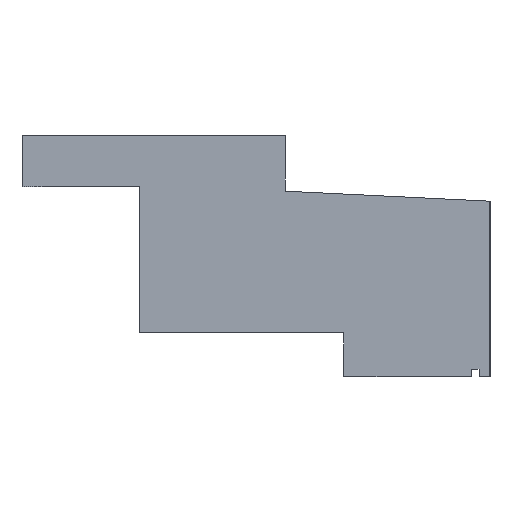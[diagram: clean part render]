
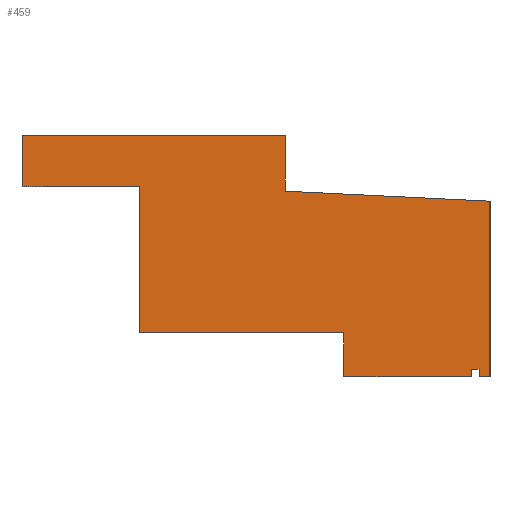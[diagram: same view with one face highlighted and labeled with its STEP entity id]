
A CAD part, left-side view. The second image highlights one B-rep face of the part: STEP entity #459.
In plain terms, the highlighted planar face has unit normal (-1, 0, 0).
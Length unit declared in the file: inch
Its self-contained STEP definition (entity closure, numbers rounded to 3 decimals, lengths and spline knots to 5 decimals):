
#35=PLANE('',#500);
#58=FACE_OUTER_BOUND('',#81,.T.);
#81=EDGE_LOOP('',(#421,#422,#423,#424,#425,#426,#427,#428,#429,#430,#431,
#432,#433,#434));
#115=LINE('',#691,#174);
#118=LINE('',#696,#177);
#120=LINE('',#700,#179);
#122=LINE('',#704,#181);
#124=LINE('',#708,#183);
#126=LINE('',#712,#185);
#128=LINE('',#716,#187);
#130=LINE('',#720,#189);
#132=LINE('',#724,#191);
#134=LINE('',#728,#193);
#136=LINE('',#732,#195);
#138=LINE('',#736,#197);
#140=LINE('',#740,#199);
#142=LINE('',#743,#201);
#174=VECTOR('',#560,0.3937);
#177=VECTOR('',#565,0.3937);
#179=VECTOR('',#569,0.3937);
#181=VECTOR('',#573,0.3937);
#183=VECTOR('',#577,0.3937);
#185=VECTOR('',#581,0.3937);
#187=VECTOR('',#585,0.3937);
#189=VECTOR('',#589,0.3937);
#191=VECTOR('',#593,0.3937);
#193=VECTOR('',#597,0.3937);
#195=VECTOR('',#601,0.3937);
#197=VECTOR('',#605,0.3937);
#199=VECTOR('',#609,0.3937);
#201=VECTOR('',#613,0.3937);
#232=VERTEX_POINT('',#689);
#233=VERTEX_POINT('',#690);
#234=VERTEX_POINT('',#695);
#235=VERTEX_POINT('',#699);
#236=VERTEX_POINT('',#703);
#237=VERTEX_POINT('',#707);
#238=VERTEX_POINT('',#711);
#239=VERTEX_POINT('',#715);
#240=VERTEX_POINT('',#719);
#241=VERTEX_POINT('',#723);
#242=VERTEX_POINT('',#727);
#243=VERTEX_POINT('',#731);
#244=VERTEX_POINT('',#735);
#245=VERTEX_POINT('',#739);
#281=EDGE_CURVE('',#232,#233,#115,.T.);
#284=EDGE_CURVE('',#234,#232,#118,.T.);
#286=EDGE_CURVE('',#233,#235,#120,.T.);
#288=EDGE_CURVE('',#236,#234,#122,.T.);
#290=EDGE_CURVE('',#235,#237,#124,.T.);
#292=EDGE_CURVE('',#238,#236,#126,.T.);
#294=EDGE_CURVE('',#237,#239,#128,.T.);
#296=EDGE_CURVE('',#240,#238,#130,.T.);
#298=EDGE_CURVE('',#239,#241,#132,.T.);
#300=EDGE_CURVE('',#242,#240,#134,.T.);
#302=EDGE_CURVE('',#241,#243,#136,.T.);
#304=EDGE_CURVE('',#244,#242,#138,.T.);
#306=EDGE_CURVE('',#243,#245,#140,.T.);
#308=EDGE_CURVE('',#245,#244,#142,.T.);
#421=ORIENTED_EDGE('',*,*,#302,.F.);
#422=ORIENTED_EDGE('',*,*,#298,.F.);
#423=ORIENTED_EDGE('',*,*,#294,.F.);
#424=ORIENTED_EDGE('',*,*,#290,.F.);
#425=ORIENTED_EDGE('',*,*,#286,.F.);
#426=ORIENTED_EDGE('',*,*,#281,.F.);
#427=ORIENTED_EDGE('',*,*,#284,.F.);
#428=ORIENTED_EDGE('',*,*,#288,.F.);
#429=ORIENTED_EDGE('',*,*,#292,.F.);
#430=ORIENTED_EDGE('',*,*,#296,.F.);
#431=ORIENTED_EDGE('',*,*,#300,.F.);
#432=ORIENTED_EDGE('',*,*,#304,.F.);
#433=ORIENTED_EDGE('',*,*,#308,.F.);
#434=ORIENTED_EDGE('',*,*,#306,.F.);
#459=ADVANCED_FACE('',(#58),#35,.F.);
#500=AXIS2_PLACEMENT_3D('',#744,#614,#615);
#560=DIRECTION('',(0.,1.,0.));
#565=DIRECTION('',(0.,0.,1.));
#569=DIRECTION('',(0.,0.,1.));
#573=DIRECTION('',(0.,1.,0.));
#577=DIRECTION('',(0.,1.,0.));
#581=DIRECTION('',(0.,0.,-1.));
#585=DIRECTION('',(0.,0.,1.));
#589=DIRECTION('',(0.,1.,0.));
#593=DIRECTION('',(0.,-1.,0.));
#597=DIRECTION('',(0.,0.,1.));
#601=DIRECTION('',(0.,0.,-1.));
#605=DIRECTION('',(0.,1.,0.));
#609=DIRECTION('',(0.,-0.999,-0.049));
#613=DIRECTION('',(0.,0.,-1.));
#614=DIRECTION('center_axis',(1.,0.,0.));
#615=DIRECTION('ref_axis',(0.,-1.,0.));
#689=CARTESIAN_POINT('',(-441.43747,28.87495,-102.));
#690=CARTESIAN_POINT('',(-441.43747,35.87495,-102.));
#691=CARTESIAN_POINT('',(-441.43747,38.87495,-102.));
#695=CARTESIAN_POINT('',(-441.43747,28.87495,-103.5));
#696=CARTESIAN_POINT('',(-441.43747,28.87495,-98.625));
#699=CARTESIAN_POINT('',(-441.43747,35.87495,-97.));
#700=CARTESIAN_POINT('',(-441.43747,35.87495,-96.125));
#703=CARTESIAN_POINT('',(-441.43747,24.49995,-103.5));
#704=CARTESIAN_POINT('',(-441.43747,35.37495,-103.5));
#707=CARTESIAN_POINT('',(-441.43747,39.87495,-97.));
#708=CARTESIAN_POINT('',(-441.43747,40.87495,-97.));
#711=CARTESIAN_POINT('',(-441.43747,24.49995,-103.25));
#712=CARTESIAN_POINT('',(-441.43747,24.49995,-99.375));
#715=CARTESIAN_POINT('',(-441.43747,39.87495,-95.25));
#716=CARTESIAN_POINT('',(-441.43747,39.87495,-95.25));
#719=CARTESIAN_POINT('',(-441.43747,24.24995,-103.25));
#720=CARTESIAN_POINT('',(-441.43747,33.18745,-103.25));
#723=CARTESIAN_POINT('',(-441.43747,30.87495,-95.25));
#724=CARTESIAN_POINT('',(-441.43747,40.37495,-95.25));
#727=CARTESIAN_POINT('',(-441.43747,24.24995,-103.5));
#728=CARTESIAN_POINT('',(-441.43747,24.24995,-99.25));
#731=CARTESIAN_POINT('',(-441.43747,30.87495,-97.15854));
#732=CARTESIAN_POINT('',(-441.43747,30.87495,-95.25));
#735=CARTESIAN_POINT('',(-441.43747,23.87495,-103.5));
#736=CARTESIAN_POINT('',(-441.43747,33.06245,-103.5));
#739=CARTESIAN_POINT('',(-441.43747,23.87495,-97.5));
#740=CARTESIAN_POINT('',(-441.43747,32.90833,-97.05935));
#743=CARTESIAN_POINT('',(-441.43747,23.87495,-99.375));
#744=CARTESIAN_POINT('Origin',(-441.43747,41.87495,-95.25));
